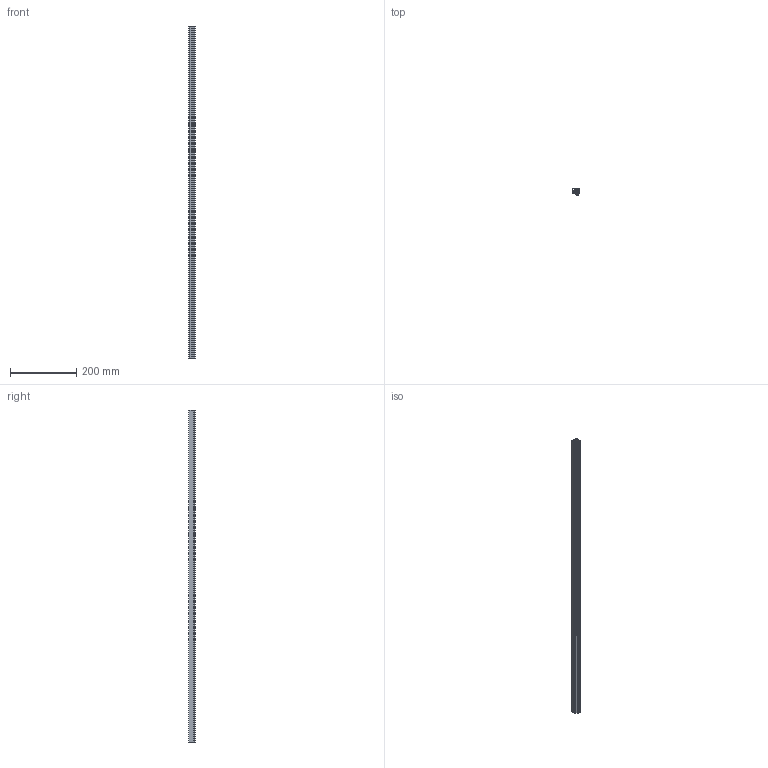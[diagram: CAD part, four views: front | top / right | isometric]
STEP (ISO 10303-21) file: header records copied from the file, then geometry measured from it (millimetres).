
FILE_DESCRIPTION(/* description */ ('Profilo guida montaggio lastre sp=5 serie 30 L=1000 mm'),/* implementation_level */ '2;1');
FILE_NAME(/* name */ 'PMS30-5_L=1000.stp',/* time_stamp */ '2021-02-19T14:06:32+01:00',/* author */ ('omnitec'),/* organization */ (''),/* preprocessor_version */ 'ST-DEVELOPER v18.1',/* originating_system */ 'Autodesk Inventor 2021',/* authorisation */ '');
FILE_SCHEMA (('AP203_CONFIGURATION_CONTROLLED_3D_DESIGN_OF_MECHANICAL_PARTS_AND_ASSEMBLIES_MIM_LF { 1 0 10303 203 3 1 4 }','AUTOMOTIVE_DESIGN { 1 0 10303 214 3 1 1 }'));
Length unit declared in the file: millimetre
Products named in the file (1): PMS30-5_L=1000
Bounding box: 18.9 x 19.99 x 1000 mm (x, y, z)
Volume: 147806.3 mm3; surface area: 221798.7 mm2
Topology: 1 solids, 1 shells, 65 faces, 189 edges, 126 vertices
Faces by surface type: plane 57, cylinder 8
Entity records: 2184 total; most frequent: CARTESIAN_POINT 381, ORIENTED_EDGE 378, DIRECTION 337, EDGE_CURVE 189, LINE 173, VECTOR 173, VERTEX_POINT 126, AXIS2_PLACEMENT_3D 82
